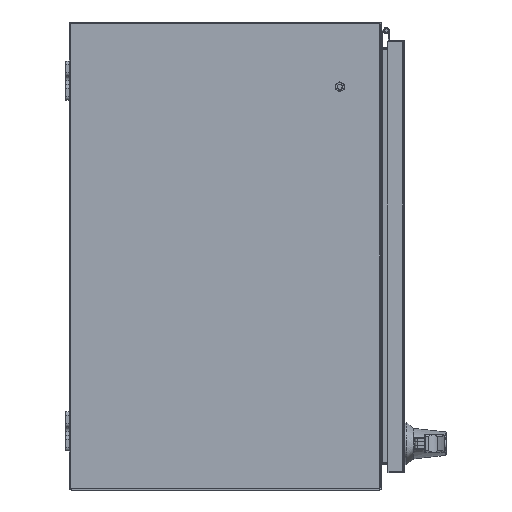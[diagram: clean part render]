
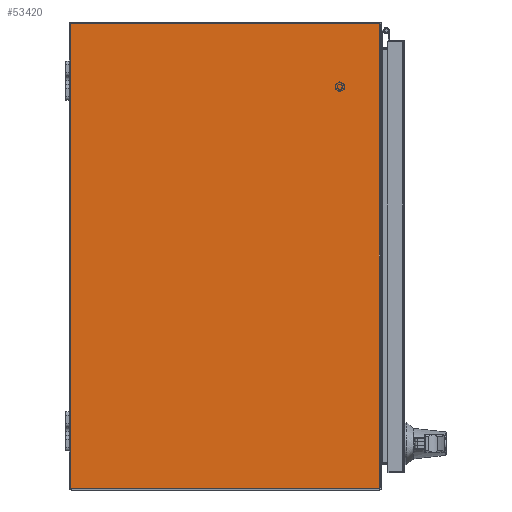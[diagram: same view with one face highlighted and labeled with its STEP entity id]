
A CAD part, front view. The second image highlights one B-rep face of the part: STEP entity #53420.
In plain terms, the highlighted face is planar.
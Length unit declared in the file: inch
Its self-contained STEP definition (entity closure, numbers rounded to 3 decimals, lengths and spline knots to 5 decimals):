
#1711 = FACE_OUTER_BOUND ( 'NONE', #96425, .T. ) ;
#4395 = CARTESIAN_POINT ( 'NONE',  ( -11.678, -15.77404, -15. ) ) ;
#8485 = VERTEX_POINT ( 'NONE', #103271 ) ;
#8663 = VERTEX_POINT ( 'NONE', #72325 ) ;
#9020 = VECTOR ( 'NONE', #77144, 39.37008 ) ;
#9823 = CARTESIAN_POINT ( 'NONE',  ( 11.928, -0.072, -15. ) ) ;
#10189 = CARTESIAN_POINT ( 'NONE',  ( -11.928, -15.77404, -15. ) ) ;
#12348 = VERTEX_POINT ( 'NONE', #29528 ) ;
#15802 = CARTESIAN_POINT ( 'NONE',  ( 11.928, -15.892, -15. ) ) ;
#16606 = VERTEX_POINT ( 'NONE', #10189 ) ;
#16675 = LINE ( 'NONE', #51846, #90943 ) ;
#17606 = LINE ( 'NONE', #83197, #59249 ) ;
#24154 = DIRECTION ( 'NONE',  ( -1., 0., 0. ) ) ;
#24393 = VECTOR ( 'NONE', #24154, 39.37008 ) ;
#24504 = CARTESIAN_POINT ( 'NONE',  ( 11.928, -0.072, -15. ) ) ;
#29528 = CARTESIAN_POINT ( 'NONE',  ( -11.928, -0.072, -15. ) ) ;
#31131 = LINE ( 'NONE', #9823, #9020 ) ;
#33860 = CARTESIAN_POINT ( 'NONE',  ( 11.928, -15.77404, -15. ) ) ;
#38388 = EDGE_CURVE ( 'NONE', #8485, #8663, #93416, .T. ) ;
#40538 = DIRECTION ( 'NONE',  ( 0., 0., -1. ) ) ;
#40892 = CARTESIAN_POINT ( 'NONE',  ( 11.678, -15.77404, -15. ) ) ;
#42806 = CIRCLE ( 'NONE', #87352, 0.25 ) ;
#43312 = ORIENTED_EDGE ( 'NONE', *, *, #38388, .T. ) ;
#44203 = DIRECTION ( 'NONE',  ( 0., 1., 0. ) ) ;
#44510 = EDGE_CURVE ( 'NONE', #8663, #16606, #42806, .T. ) ;
#46083 = EDGE_CURVE ( 'NONE', #47333, #8485, #100794, .T. ) ;
#47333 = VERTEX_POINT ( 'NONE', #33860 ) ;
#51846 = CARTESIAN_POINT ( 'NONE',  ( -11.928, -0.072, -15. ) ) ;
#53420 = ADVANCED_FACE ( 'NONE', ( #1711 ), #100198, .T. ) ;
#53472 = DIRECTION ( 'NONE',  ( -1., 0., 0. ) ) ;
#57265 = DIRECTION ( 'NONE',  ( -1., 0., 0. ) ) ;
#59249 = VECTOR ( 'NONE', #73777, 39.37008 ) ;
#59494 = EDGE_CURVE ( 'NONE', #12348, #63752, #31131, .T. ) ;
#63752 = VERTEX_POINT ( 'NONE', #79398 ) ;
#68635 = ORIENTED_EDGE ( 'NONE', *, *, #74813, .T. ) ;
#69973 = ORIENTED_EDGE ( 'NONE', *, *, #59494, .T. ) ;
#71286 = ORIENTED_EDGE ( 'NONE', *, *, #46083, .T. ) ;
#72325 = CARTESIAN_POINT ( 'NONE',  ( -11.89842, -15.892, -15. ) ) ;
#72644 = ORIENTED_EDGE ( 'NONE', *, *, #91390, .T. ) ;
#73777 = DIRECTION ( 'NONE',  ( 0., -1., 0. ) ) ;
#74283 = AXIS2_PLACEMENT_3D ( 'NONE', #40892, #40538, #57265 ) ;
#74813 = EDGE_CURVE ( 'NONE', #63752, #47333, #17606, .T. ) ;
#77144 = DIRECTION ( 'NONE',  ( 1., 0., 0. ) ) ;
#79398 = CARTESIAN_POINT ( 'NONE',  ( 11.928, -0.072, -15. ) ) ;
#83095 = ORIENTED_EDGE ( 'NONE', *, *, #44510, .T. ) ;
#83107 = DIRECTION ( 'NONE',  ( 0., 0., -1. ) ) ;
#83197 = CARTESIAN_POINT ( 'NONE',  ( 11.928, -0.072, -15. ) ) ;
#84194 = DIRECTION ( 'NONE',  ( 0., -1., 0. ) ) ;
#87352 = AXIS2_PLACEMENT_3D ( 'NONE', #4395, #88069, #53472 ) ;
#88069 = DIRECTION ( 'NONE',  ( 0., 0., -1. ) ) ;
#90943 = VECTOR ( 'NONE', #44203, 39.37008 ) ;
#91390 = EDGE_CURVE ( 'NONE', #16606, #12348, #16675, .T. ) ;
#93416 = LINE ( 'NONE', #15802, #24393 ) ;
#96425 = EDGE_LOOP ( 'NONE', ( #71286, #43312, #83095, #72644, #69973, #68635 ) ) ;
#100198 = PLANE ( 'NONE',  #102191 ) ;
#100794 = CIRCLE ( 'NONE', #74283, 0.25 ) ;
#102191 = AXIS2_PLACEMENT_3D ( 'NONE', #24504, #83107, #84194 ) ;
#103271 = CARTESIAN_POINT ( 'NONE',  ( 11.89842, -15.892, -15. ) ) ;
